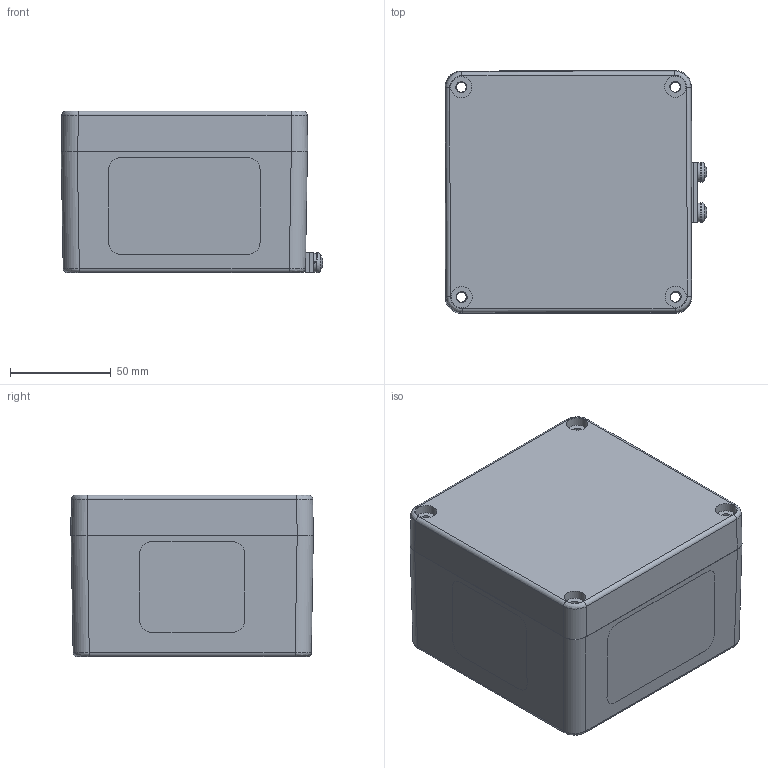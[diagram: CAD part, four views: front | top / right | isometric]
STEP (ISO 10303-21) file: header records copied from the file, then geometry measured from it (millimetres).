
FILE_DESCRIPTION((''),'2;1');
FILE_NAME('MBA Ex- 121280.stp','2011-12-21T13:18:28',('stefan.grimm'),(''),'Autodesk Inventor 2012','Autodesk Inventor 2012','');
FILE_SCHEMA(('AUTOMOTIVE_DESIGN { 1 0 10303 214 1 1 1 1 }'));
Length unit declared in the file: millimetre
Products named in the file (8): MBA Ex- 121280; 0100101802 UT 121280 Aussenerde; Aussenerde m5 2; Aussenerde groß; AS 1968 5; NF EN 28744 - ersetzt durch NF EN ISO 8744 2 x 8; AS 1427 H - Metrisch M5 x 16; 0100101801 OT 121280
Assembly tree (10 placements, depth 3):
  MBA Ex- 121280
    0100101802 UT 121280 Aussenerde
    Aussenerde m5 2
      Aussenerde groß  x2
      AS 1968 5  x2
      NF EN 28744 - ersetzt durch NF EN ISO 8744 2 x 8
      AS 1427 H - Metrisch M5 x 16  x2
    0100101801 OT 121280
Bounding box: 129.63 x 120.2 x 80.13 mm (x, y, z)
Volume: 324979.1 mm3; surface area: 148105.2 mm2
Topology: 9 solids, 9 shells, 433 faces, 1059 edges, 695 vertices
Faces by surface type: plane 188, cylinder 129, bspline 56, cone 42, torus 14, sphere 4
Full cylindrical faces by diameter (mm): 2 x3, 4.134 x2, 4.51 x2, 4.917 x10, 4.978 x1, 5 x2, 5.4 x4, 5.5 x4, 5.7 x4, 6 x1, 6.7 x4, 7 x14, 9.4 x4, 10.5 x4
Entity records: 12617 total; most frequent: CARTESIAN_POINT 3751, DIRECTION 1745, ORIENTED_EDGE 1676, EDGE_CURVE 838, AXIS2_PLACEMENT_3D 665, VERTEX_POINT 589, EDGE_LOOP 545, VECTOR 415
